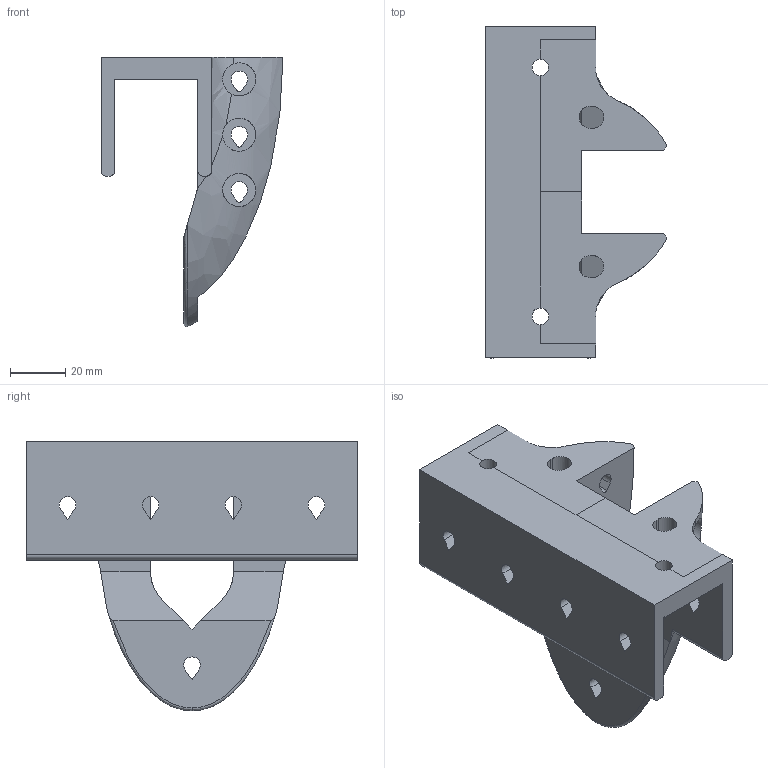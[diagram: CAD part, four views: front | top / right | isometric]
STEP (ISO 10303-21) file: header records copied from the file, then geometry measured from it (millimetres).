
FILE_DESCRIPTION(('FreeCAD Model'),'2;1');
FILE_NAME('CenterNode.step','2015-08-31T16:45:30',('Author'),(''), 'Open CASCADE STEP processor 6.8','FreeCAD','Unknown');
FILE_SCHEMA(('AUTOMOTIVE_DESIGN_CC2 { 1 2 10303 214 -1 1 5 4 }'));
Length unit declared in the file: millimetre
Products named in the file (2): ASSEMBLY; CenterNode
Assembly tree (1 placements, depth 2):
  ASSEMBLY
    CenterNode
Bounding box: 65.81 x 120 x 97.45 mm (x, y, z)
Volume: 110979.3 mm3; surface area: 42128.6 mm2
Topology: 1 solids, 1 shells, 115 faces, 372 edges, 251 vertices
Faces by surface type: plane 60, cylinder 43, bspline 12
Full cylindrical faces by diameter (mm): 6 x2, 12 x6
Entity records: 25892 total; most frequent: CARTESIAN_POINT 19177, DIRECTION 1065, ORIENTED_EDGE 736, PCURVE 736, DEFINITIONAL_REPRESENTATION 736, LINE 632, VECTOR 632, EDGE_CURVE 368
